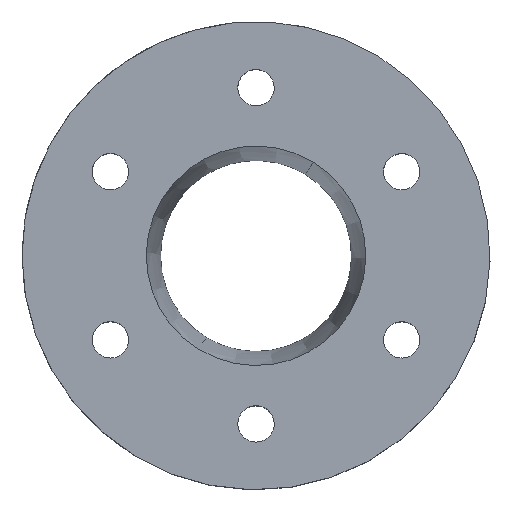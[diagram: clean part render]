
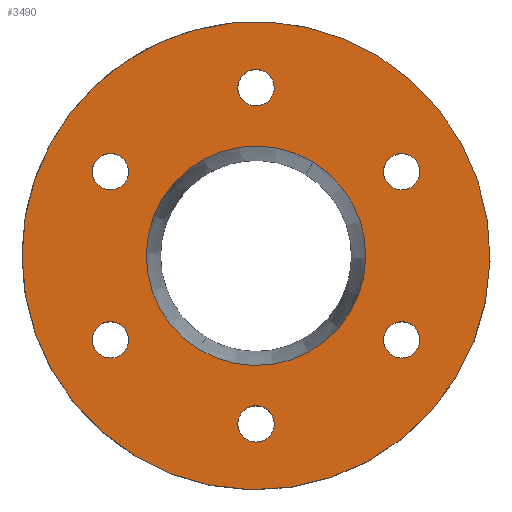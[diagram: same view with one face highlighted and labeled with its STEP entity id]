
A CAD part, top view. The second image highlights one B-rep face of the part: STEP entity #3490.
In plain terms, the highlighted planar face has unit normal (0, 0, 1).
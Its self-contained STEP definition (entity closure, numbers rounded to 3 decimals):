
#60=CARTESIAN_POINT('',(0.,0.,13.));
#70=DIRECTION('',(0.,0.,1.));
#80=DIRECTION('',(-1.,0.,0.));
#90=AXIS2_PLACEMENT_3D('',#60,#70,#80);
#100=CIRCLE('',#90,51.5);
#110=CARTESIAN_POINT('',(-51.5,0.,13.));
#120=VERTEX_POINT('',#110);
#130=CARTESIAN_POINT('',(-26.795,-43.98,13.));
#140=VERTEX_POINT('',#130);
#150=EDGE_CURVE('',#120,#140,#100,.T.);
#380=CARTESIAN_POINT('',(26.795,43.98,13.));
#390=VERTEX_POINT('',#380);
#420=EDGE_CURVE('',#390,#120,#100,.T.);
#560=CARTESIAN_POINT('',(-29.962,15.084,13.));
#570=VERTEX_POINT('',#560);
#620=CARTESIAN_POINT('',(-32.043,18.5,13.));
#630=DIRECTION('',(0.,0.,-1.));
#640=DIRECTION('',(0.52,-0.854,0.));
#650=AXIS2_PLACEMENT_3D('',#620,#630,#640);
#660=CIRCLE('',#650,4.);
#670=CARTESIAN_POINT('',(-34.124,21.916,13.));
#680=VERTEX_POINT('',#670);
#690=EDGE_CURVE('',#570,#680,#660,.T.);
#2080=CARTESIAN_POINT('',(-12.567,-20.626,
13.));
#2090=VERTEX_POINT('',#2080);
#2170=CARTESIAN_POINT('',(12.567,20.626,
13.));
#2180=VERTEX_POINT('',#2170);
#2210=CARTESIAN_POINT('',(0.,0.,
13.));
#2220=DIRECTION('',(0.,0.,-1.));
#2230=DIRECTION('',(0.52,0.854,
0.));
#2240=AXIS2_PLACEMENT_3D('',#2210,#2220,#2230);
#2250=CIRCLE('',#2240,24.153);
#2260=EDGE_CURVE('',#2180,#2090,#2250,.T.);
#2400=CARTESIAN_POINT('',(-1.918,33.49,13.));
#2410=VERTEX_POINT('',#2400);
#2440=CARTESIAN_POINT('',(0.,37.,13.));
#2450=DIRECTION('',(0.,0.,-1.));
#2460=DIRECTION('',(-0.479,-0.878,
0.));
#2470=AXIS2_PLACEMENT_3D('',#2440,#2450,#2460);
#2480=CIRCLE('',#2470,4.);
#2490=CARTESIAN_POINT('',(1.918,40.51,13.));
#2500=VERTEX_POINT('',#2490);
#2510=EDGE_CURVE('',#2410,#2500,#2480,.T.);
#2630=CARTESIAN_POINT('',(20.917,12.077,13.));
#2640=DIRECTION('',(0.,0.,1.));
#2650=DIRECTION('',(1.,0.,0.));
#2660=AXIS2_PLACEMENT_3D('',#2630,#2640,#2650);
#2670=PLANE('',#2660);
#2680=EDGE_CURVE('',#140,#390,#100,.T.);
#2690=ORIENTED_EDGE('',*,*,#2680,.T.);
#2700=ORIENTED_EDGE('',*,*,#150,.T.);
#2710=ORIENTED_EDGE('',*,*,#420,.T.);
#2720=EDGE_LOOP('',(#2710,#2700,#2690));
#2730=FACE_OUTER_BOUND('',#2720,.T.);
#2740=EDGE_CURVE('',#2090,#2180,#2250,.T.);
#2750=ORIENTED_EDGE('',*,*,#2740,.T.);
#2760=ORIENTED_EDGE('',*,*,#2260,.T.);
#2770=EDGE_LOOP('',(#2760,#2750));
#2780=FACE_BOUND('',#2770,.T.);
#2790=CARTESIAN_POINT('',(0.,-37.,13.));
#2800=DIRECTION('',(0.,0.,-1.));
#2810=DIRECTION('',(0.479,0.878,
0.));
#2820=AXIS2_PLACEMENT_3D('',#2790,#2800,#2810);
#2830=CIRCLE('',#2820,4.);
#2840=CARTESIAN_POINT('',(1.918,-33.49,13.));
#2850=VERTEX_POINT('',#2840);
#2860=CARTESIAN_POINT('',(-1.918,-40.51,13.));
#2870=VERTEX_POINT('',#2860);
#2880=EDGE_CURVE('',#2850,#2870,#2830,.T.);
#2890=ORIENTED_EDGE('',*,*,#2880,.T.);
#2900=EDGE_CURVE('',#2870,#2850,#2830,.T.);
#2910=ORIENTED_EDGE('',*,*,#2900,.T.);
#2920=EDGE_LOOP('',(#2910,#2890));
#2930=FACE_BOUND('',#2920,.T.);
#2940=CARTESIAN_POINT('',(-32.043,-18.5,13.));
#2950=DIRECTION('',(0.,0.,-1.));
#2960=DIRECTION('',(1.,0.024,0.));
#2970=AXIS2_PLACEMENT_3D('',#2940,#2950,#2960);
#2980=CIRCLE('',#2970,4.);
#2990=CARTESIAN_POINT('',(-36.042,-18.594,13.));
#3000=VERTEX_POINT('',#2990);
#3010=CARTESIAN_POINT('',(-28.044,-18.406,13.));
#3020=VERTEX_POINT('',#3010);
#3030=EDGE_CURVE('',#3000,#3020,#2980,.T.);
#3040=ORIENTED_EDGE('',*,*,#3030,.T.);
#3050=EDGE_CURVE('',#3020,#3000,#2980,.T.);
#3060=ORIENTED_EDGE('',*,*,#3050,.T.);
#3070=EDGE_LOOP('',(#3060,#3040));
#3080=FACE_BOUND('',#3070,.T.);
#3090=EDGE_CURVE('',#680,#570,#660,.T.);
#3100=ORIENTED_EDGE('',*,*,#3090,.T.);
#3110=ORIENTED_EDGE('',*,*,#690,.T.);
#3120=EDGE_LOOP('',(#3110,#3100));
#3130=FACE_BOUND('',#3120,.T.);
#3140=CARTESIAN_POINT('',(32.043,18.5,13.));
#3150=DIRECTION('',(-0.,0.,-1.));
#3160=DIRECTION('',(-1.,-0.024,0.));
#3170=AXIS2_PLACEMENT_3D('',#3140,#3150,#3160);
#3180=CIRCLE('',#3170,4.);
#3190=CARTESIAN_POINT('',(36.042,18.594,13.));
#3200=VERTEX_POINT('',#3190);
#3210=CARTESIAN_POINT('',(28.044,18.406,13.));
#3220=VERTEX_POINT('',#3210);
#3230=EDGE_CURVE('',#3200,#3220,#3180,.T.);
#3240=ORIENTED_EDGE('',*,*,#3230,.T.);
#3250=EDGE_CURVE('',#3220,#3200,#3180,.T.);
#3260=ORIENTED_EDGE('',*,*,#3250,.T.);
#3270=EDGE_LOOP('',(#3260,#3240));
#3280=FACE_BOUND('',#3270,.T.);
#3290=CARTESIAN_POINT('',(32.043,-18.5,13.));
#3300=DIRECTION('',(0.,0.,-1.));
#3310=DIRECTION('',(-0.52,0.854,0.));
#3320=AXIS2_PLACEMENT_3D('',#3290,#3300,#3310);
#3330=CIRCLE('',#3320,4.);
#3340=CARTESIAN_POINT('',(34.124,-21.916,13.));
#3350=VERTEX_POINT('',#3340);
#3360=CARTESIAN_POINT('',(29.962,-15.084,13.));
#3370=VERTEX_POINT('',#3360);
#3380=EDGE_CURVE('',#3350,#3370,#3330,.T.);
#3390=ORIENTED_EDGE('',*,*,#3380,.T.);
#3400=EDGE_CURVE('',#3370,#3350,#3330,.T.);
#3410=ORIENTED_EDGE('',*,*,#3400,.T.);
#3420=EDGE_LOOP('',(#3410,#3390));
#3430=FACE_BOUND('',#3420,.T.);
#3440=EDGE_CURVE('',#2500,#2410,#2480,.T.);
#3450=ORIENTED_EDGE('',*,*,#3440,.T.);
#3460=ORIENTED_EDGE('',*,*,#2510,.T.);
#3470=EDGE_LOOP('',(#3460,#3450));
#3480=FACE_BOUND('',#3470,.T.);
#3490=ADVANCED_FACE('',(#2730,#2780,#2930,#3080,#3130,#3280,#3430,#3480)
,#2670,.T.);
